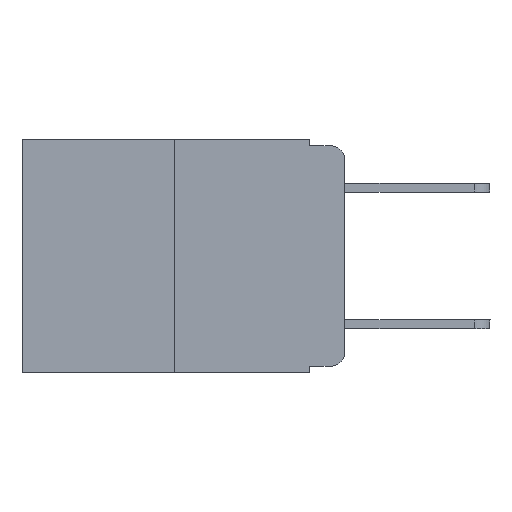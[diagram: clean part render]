
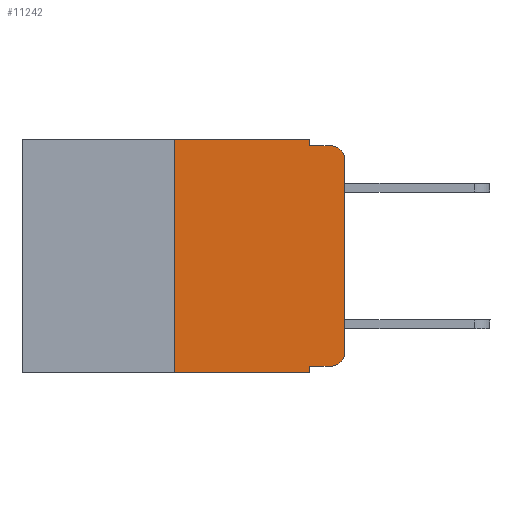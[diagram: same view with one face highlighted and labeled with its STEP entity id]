
A CAD part, left-side view. The second image highlights one B-rep face of the part: STEP entity #11242.
In plain terms, the highlighted planar face has unit normal (-1, 0, 0).
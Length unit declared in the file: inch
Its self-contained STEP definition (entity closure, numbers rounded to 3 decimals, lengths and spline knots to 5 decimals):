
#89 = CARTESIAN_POINT ( 'NONE',  ( 0., 0.051, -0.343 ) ) ;
#272 = EDGE_CURVE ( 'NONE', #14107, #18282, #13996, .T. ) ;
#405 = DIRECTION ( 'NONE',  ( 0., 0., -1. ) ) ;
#516 = PLANE ( 'NONE',  #18716 ) ;
#618 = CARTESIAN_POINT ( 'NONE',  ( 0., 0., 0. ) ) ;
#920 = CARTESIAN_POINT ( 'NONE',  ( 0., 0.25, 0. ) ) ;
#926 = ORIENTED_EDGE ( 'NONE', *, *, #2768, .F. ) ;
#1450 = CARTESIAN_POINT ( 'NONE',  ( 0., 0.02, -0.03 ) ) ;
#1555 = ORIENTED_EDGE ( 'NONE', *, *, #3818, .T. ) ;
#1579 = ORIENTED_EDGE ( 'NONE', *, *, #10073, .F. ) ;
#2366 = LINE ( 'NONE', #8420, #14524 ) ;
#2448 = ORIENTED_EDGE ( 'NONE', *, *, #272, .T. ) ;
#2768 = EDGE_CURVE ( 'NONE', #9546, #3018, #17781, .T. ) ;
#2843 = AXIS2_PLACEMENT_3D ( 'NONE', #1450, #7436, #3046 ) ;
#2849 = LINE ( 'NONE', #13399, #12905 ) ;
#3018 = VERTEX_POINT ( 'NONE', #920 ) ;
#3046 = DIRECTION ( 'NONE',  ( 0., 0., -1. ) ) ;
#3342 = LINE ( 'NONE', #18108, #15812 ) ;
#3657 = VECTOR ( 'NONE', #6411, 39.37008 ) ;
#3668 = DIRECTION ( 'NONE',  ( 0., -1., 0. ) ) ;
#3687 = ORIENTED_EDGE ( 'NONE', *, *, #6181, .F. ) ;
#3818 = EDGE_CURVE ( 'NONE', #9546, #7768, #2366, .T. ) ;
#4021 = EDGE_CURVE ( 'NONE', #6996, #7768, #3342, .T. ) ;
#5123 = EDGE_CURVE ( 'NONE', #18282, #8013, #12459, .T. ) ;
#5590 = AXIS2_PLACEMENT_3D ( 'NONE', #18033, #10796, #405 ) ;
#5759 = LINE ( 'NONE', #11519, #14581 ) ;
#6173 = VECTOR ( 'NONE', #17080, 39.37008 ) ;
#6181 = EDGE_CURVE ( 'NONE', #15883, #19082, #5759, .T. ) ;
#6405 = EDGE_CURVE ( 'NONE', #3018, #15883, #10913, .T. ) ;
#6411 = DIRECTION ( 'NONE',  ( 0., 0., 1. ) ) ;
#6996 = VERTEX_POINT ( 'NONE', #15682 ) ;
#7436 = DIRECTION ( 'NONE',  ( -1., 0., 0. ) ) ;
#7768 = VERTEX_POINT ( 'NONE', #89 ) ;
#8013 = VERTEX_POINT ( 'NONE', #14752 ) ;
#8148 = FACE_OUTER_BOUND ( 'NONE', #17642, .T. ) ;
#8420 = CARTESIAN_POINT ( 'NONE',  ( 0., 0.473, -0.343 ) ) ;
#8466 = CARTESIAN_POINT ( 'NONE',  ( 0., 0.02, -0.01 ) ) ;
#8506 = VERTEX_POINT ( 'NONE', #8466 ) ;
#8962 = CARTESIAN_POINT ( 'NONE',  ( 0., 0.25, 0. ) ) ;
#9443 = CARTESIAN_POINT ( 'NONE',  ( 0., 0.473, 0. ) ) ;
#9546 = VERTEX_POINT ( 'NONE', #12201 ) ;
#9586 = CARTESIAN_POINT ( 'NONE',  ( 0., 0.051, -0.01 ) ) ;
#10035 = CARTESIAN_POINT ( 'NONE',  ( 0., 0.02, -0.333 ) ) ;
#10073 = EDGE_CURVE ( 'NONE', #19082, #8506, #11285, .T. ) ;
#10225 = ORIENTED_EDGE ( 'NONE', *, *, #5123, .T. ) ;
#10561 = ORIENTED_EDGE ( 'NONE', *, *, #15121, .T. ) ;
#10796 = DIRECTION ( 'NONE',  ( -1., 0., 0. ) ) ;
#10913 = LINE ( 'NONE', #9443, #6173 ) ;
#11242 = ADVANCED_FACE ( 'NONE', ( #8148 ), #516, .F. ) ;
#11285 = LINE ( 'NONE', #17062, #12100 ) ;
#11519 = CARTESIAN_POINT ( 'NONE',  ( 0., 0.051, 0. ) ) ;
#12100 = VECTOR ( 'NONE', #3668, 39.37008 ) ;
#12201 = CARTESIAN_POINT ( 'NONE',  ( 0., 0.25, -0.343 ) ) ;
#12455 = CARTESIAN_POINT ( 'NONE',  ( 0., 0.473, 0. ) ) ;
#12458 = CARTESIAN_POINT ( 'NONE',  ( 0., 0., -0.313 ) ) ;
#12459 = LINE ( 'NONE', #618, #3657 ) ;
#12905 = VECTOR ( 'NONE', #16440, 39.37008 ) ;
#13399 = CARTESIAN_POINT ( 'NONE',  ( 0., 0.051, -0.333 ) ) ;
#13687 = DIRECTION ( 'NONE',  ( 0., 0., -1. ) ) ;
#13996 = CIRCLE ( 'NONE', #5590, 0.02 ) ;
#14017 = DIRECTION ( 'NONE',  ( 1., 0., 0. ) ) ;
#14107 = VERTEX_POINT ( 'NONE', #10035 ) ;
#14390 = DIRECTION ( 'NONE',  ( 0., -1., 0. ) ) ;
#14524 = VECTOR ( 'NONE', #14390, 39.37008 ) ;
#14581 = VECTOR ( 'NONE', #18981, 39.37008 ) ;
#14698 = CARTESIAN_POINT ( 'NONE',  ( 0., 0.051, 0. ) ) ;
#14752 = CARTESIAN_POINT ( 'NONE',  ( 0., 0., -0.03 ) ) ;
#14851 = DIRECTION ( 'NONE',  ( 0., 0., 1. ) ) ;
#14871 = ORIENTED_EDGE ( 'NONE', *, *, #4021, .F. ) ;
#15121 = EDGE_CURVE ( 'NONE', #8013, #8506, #15931, .T. ) ;
#15309 = ORIENTED_EDGE ( 'NONE', *, *, #6405, .F. ) ;
#15682 = CARTESIAN_POINT ( 'NONE',  ( 0., 0.051, -0.333 ) ) ;
#15812 = VECTOR ( 'NONE', #13687, 39.37008 ) ;
#15883 = VERTEX_POINT ( 'NONE', #14698 ) ;
#15931 = CIRCLE ( 'NONE', #2843, 0.02 ) ;
#16440 = DIRECTION ( 'NONE',  ( 0., -1., 0. ) ) ;
#16861 = DIRECTION ( 'NONE',  ( 0., 0., -1. ) ) ;
#17062 = CARTESIAN_POINT ( 'NONE',  ( 0., 0.051, -0.01 ) ) ;
#17080 = DIRECTION ( 'NONE',  ( 0., -1., 0. ) ) ;
#17628 = VECTOR ( 'NONE', #14851, 39.37008 ) ;
#17642 = EDGE_LOOP ( 'NONE', ( #10225, #10561, #1579, #3687, #15309, #926, #1555, #14871, #19311, #2448 ) ) ;
#17781 = LINE ( 'NONE', #8962, #17628 ) ;
#18033 = CARTESIAN_POINT ( 'NONE',  ( 0., 0.02, -0.313 ) ) ;
#18108 = CARTESIAN_POINT ( 'NONE',  ( 0., 0.051, 0. ) ) ;
#18282 = VERTEX_POINT ( 'NONE', #12458 ) ;
#18716 = AXIS2_PLACEMENT_3D ( 'NONE', #12455, #14017, #16861 ) ;
#18922 = EDGE_CURVE ( 'NONE', #6996, #14107, #2849, .T. ) ;
#18981 = DIRECTION ( 'NONE',  ( 0., 0., -1. ) ) ;
#19082 = VERTEX_POINT ( 'NONE', #9586 ) ;
#19311 = ORIENTED_EDGE ( 'NONE', *, *, #18922, .T. ) ;
